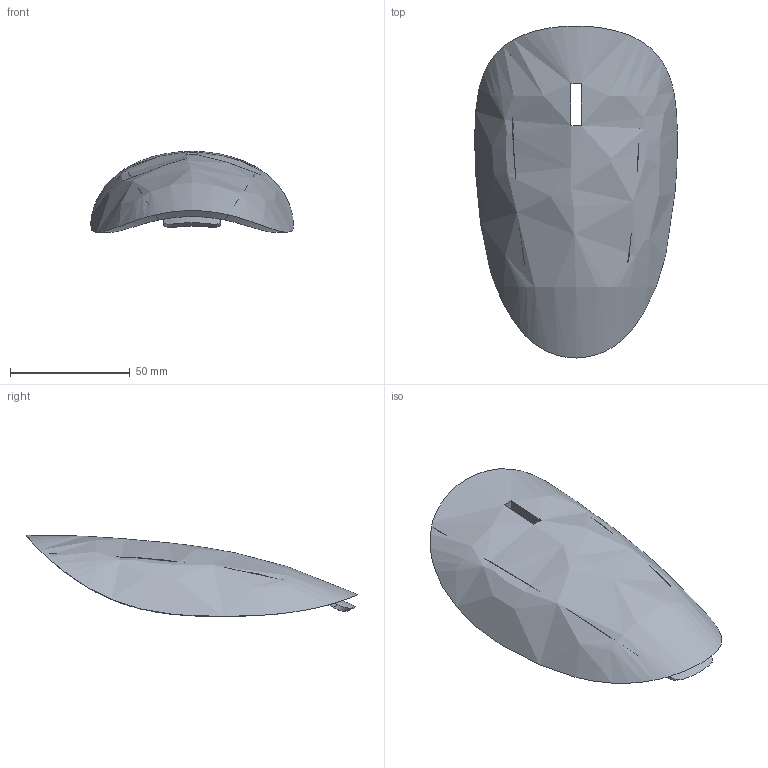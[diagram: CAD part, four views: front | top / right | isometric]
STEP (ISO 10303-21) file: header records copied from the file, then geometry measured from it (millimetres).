
FILE_DESCRIPTION(/* description */ (''),/* implementation_level */ '2;1');
FILE_NAME(/* name */ 'Canopy_1.step',/* time_stamp */ '2024-04-21T23:20:50+03:00',/* author */ (''),/* organization */ (''),/* preprocessor_version */ 'ST-DEVELOPER v20',/* originating_system */ 'Autodesk Translation Framework v12.20.1.177',/* authorisation */ '');
FILE_SCHEMA (('AUTOMOTIVE_DESIGN { 1 0 10303 214 3 1 1 }'));
Length unit declared in the file: millimetre
Products named in the file (1): Canopy_1
Bounding box: 84.59 x 138.45 x 33.87 mm (x, y, z)
Volume: 54345.5 mm3; surface area: 26648.5 mm2
Topology: 1 solids, 1 shells, 28 faces, 77 edges, 52 vertices
Faces by surface type: bspline 18, plane 10
Entity records: 2585 total; most frequent: CARTESIAN_POINT 2003, ORIENTED_EDGE 154, EDGE_CURVE 77, B_SPLINE_CURVE_WITH_KNOTS 63, VERTEX_POINT 52, DIRECTION 36, EDGE_LOOP 31, FACE_OUTER_BOUND 28
